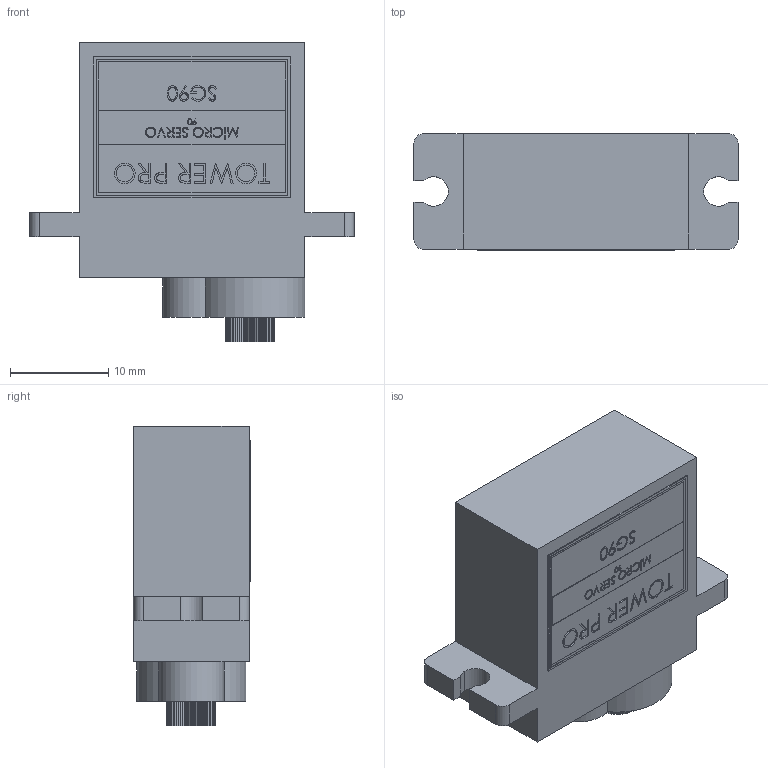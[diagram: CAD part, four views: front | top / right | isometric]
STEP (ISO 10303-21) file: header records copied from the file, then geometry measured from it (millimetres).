
FILE_DESCRIPTION (( 'STEP AP214' ), '1' );
FILE_NAME ('SG90-servo.STEP', '2024-07-25T13:13:35', ( 'Kerem' ), ( '' ), 'SwSTEP 2.0', 'SolidWorks 2021', '' );
FILE_SCHEMA (( 'AUTOMOTIVE_DESIGN' ));
Length unit declared in the file: millimetre
Products named in the file (1): SG90-servo
Bounding box: 33 x 11.95 x 30.5 mm (x, y, z)
Volume: 7304.6 mm3; surface area: 2735.9 mm2
Topology: 1 solids, 1 shells, 546 faces, 1497 edges, 996 vertices
Faces by surface type: plane 385, bspline 146, cylinder 15
Entity records: 31301 total; most frequent: CARTESIAN_POINT 13218, ORIENTED_EDGE 2994, DIRECTION 2037, EDGE_CURVE 1497, VECTOR 1175, LINE 1175, VERTEX_POINT 996, EDGE_LOOP 589
